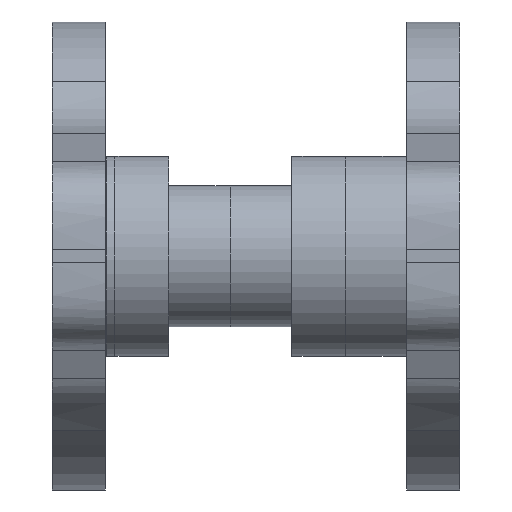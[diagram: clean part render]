
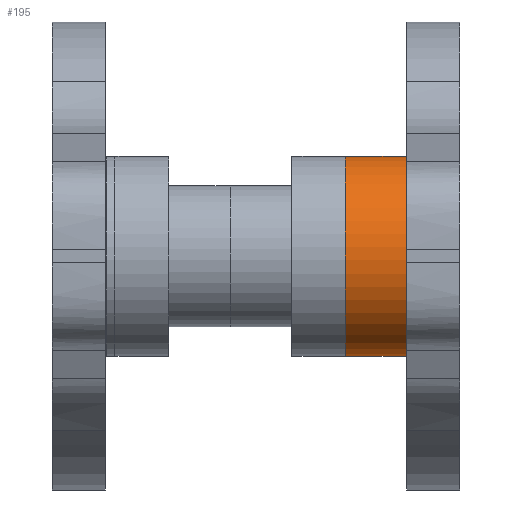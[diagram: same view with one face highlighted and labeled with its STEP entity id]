
A CAD part, left-side view. The second image highlights one B-rep face of the part: STEP entity #195.
In plain terms, the highlighted cylindrical face has radius 5.674 mm (diameter 11.349 mm), a full revolution.
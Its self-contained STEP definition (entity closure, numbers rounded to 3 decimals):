
#195=ADVANCED_FACE('',(#345),#2612,.T.);
#345=FACE_OUTER_BOUND('',#526,.T.);
#526=EDGE_LOOP('',(#1336,#1337,#1338,#1339));
#1336=ORIENTED_EDGE('',*,*,#1767,.T.);
#1337=ORIENTED_EDGE('',*,*,#1768,.F.);
#1338=ORIENTED_EDGE('',*,*,#1767,.F.);
#1339=ORIENTED_EDGE('',*,*,#1765,.T.);
#1765=EDGE_CURVE('',#2459,#2459,#2181,.T.);
#1767=EDGE_CURVE('',#2459,#2461,#1872,.T.);
#1768=EDGE_CURVE('',#2461,#2461,#2183,.T.);
#1872=B_SPLINE_CURVE_WITH_KNOTS('',1,(#5139,#5140),.UNSPECIFIED.,.F.,.F.,
(2,2),(0.,3.5),.UNSPECIFIED.);
#2181=(
BOUNDED_CURVE()
B_SPLINE_CURVE(2,(#5121,#5122,#5123,#5124,#5125,#5126,#5127,#5128,#5129),
 .UNSPECIFIED.,.T.,.F.)
B_SPLINE_CURVE_WITH_KNOTS((3,2,2,2,3),(-94.248,-87.965,
-81.681,-75.398,-69.115),.UNSPECIFIED.)
CURVE()
GEOMETRIC_REPRESENTATION_ITEM()
RATIONAL_B_SPLINE_CURVE((1.,0.707,1.,0.707,1.,0.707,
1.,0.707,1.))
REPRESENTATION_ITEM('')
);
#2183=(
BOUNDED_CURVE()
B_SPLINE_CURVE(2,(#5141,#5142,#5143,#5144,#5145,#5146,#5147,#5148,#5149),
 .UNSPECIFIED.,.T.,.F.)
B_SPLINE_CURVE_WITH_KNOTS((3,2,2,2,3),(-94.248,-87.965,
-81.681,-75.398,-69.115),.UNSPECIFIED.)
CURVE()
GEOMETRIC_REPRESENTATION_ITEM()
RATIONAL_B_SPLINE_CURVE((1.,0.707,1.,0.707,1.,0.707,
1.,0.707,1.))
REPRESENTATION_ITEM('')
);
#2459=VERTEX_POINT('',#5112);
#2461=VERTEX_POINT('',#5114);
#2612=CYLINDRICAL_SURFACE('',#2811,5.674);
#2811=AXIS2_PLACEMENT_3D('',#5103,#2928,$);
#2928=DIRECTION('',(0.,1.,0.));
#5103=CARTESIAN_POINT('',(-385.326,-38.792,75.678));
#5112=CARTESIAN_POINT('',(-379.651,-37.042,75.678));
#5114=CARTESIAN_POINT('',(-379.651,-40.542,75.678));
#5121=CARTESIAN_POINT('',(-379.651,-37.042,75.678));
#5122=CARTESIAN_POINT('',(-379.651,-37.042,81.353));
#5123=CARTESIAN_POINT('',(-385.326,-37.042,81.353));
#5124=CARTESIAN_POINT('',(-391.,-37.042,81.353));
#5125=CARTESIAN_POINT('',(-391.,-37.042,75.678));
#5126=CARTESIAN_POINT('',(-391.,-37.042,70.004));
#5127=CARTESIAN_POINT('',(-385.326,-37.042,70.004));
#5128=CARTESIAN_POINT('',(-379.651,-37.042,70.004));
#5129=CARTESIAN_POINT('',(-379.651,-37.042,75.678));
#5139=CARTESIAN_POINT('',(-379.651,-37.042,75.678));
#5140=CARTESIAN_POINT('',(-379.651,-40.542,75.678));
#5141=CARTESIAN_POINT('',(-379.651,-40.542,75.678));
#5142=CARTESIAN_POINT('',(-379.651,-40.542,81.353));
#5143=CARTESIAN_POINT('',(-385.326,-40.542,81.353));
#5144=CARTESIAN_POINT('',(-391.,-40.542,81.353));
#5145=CARTESIAN_POINT('',(-391.,-40.542,75.678));
#5146=CARTESIAN_POINT('',(-391.,-40.542,70.004));
#5147=CARTESIAN_POINT('',(-385.326,-40.542,70.004));
#5148=CARTESIAN_POINT('',(-379.651,-40.542,70.004));
#5149=CARTESIAN_POINT('',(-379.651,-40.542,75.678));
